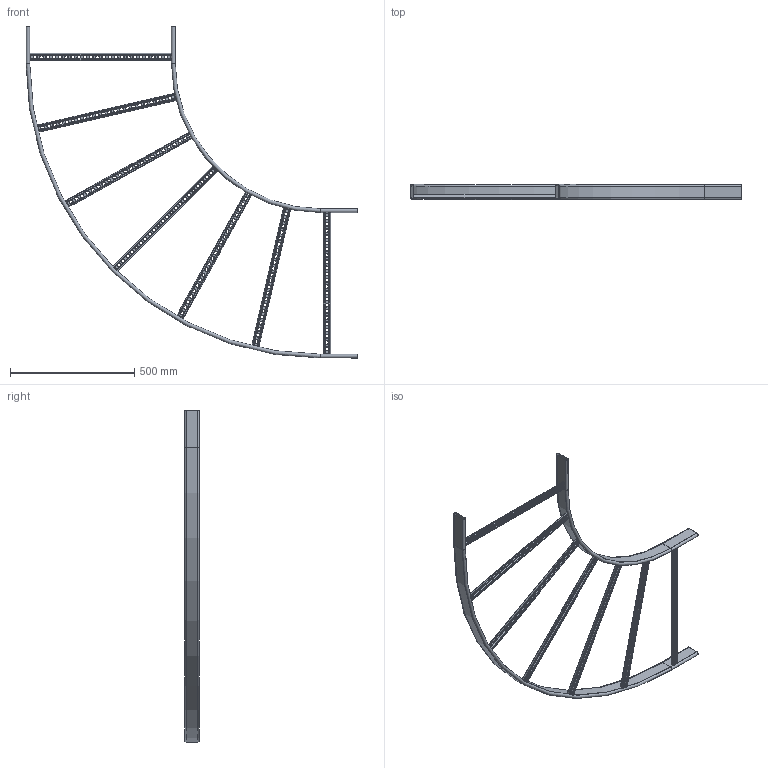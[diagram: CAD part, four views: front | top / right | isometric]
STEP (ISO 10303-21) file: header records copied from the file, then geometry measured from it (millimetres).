
FILE_DESCRIPTION (( 'STEP AP203' ), '1' );
FILE_NAME ('10-04-6386.STEP', '2013-05-02T09:48:12', ( 'asennus' ), ( '' ), 'SwSTEP 2.0', 'SolidWorks 2013', '' );
FILE_SCHEMA (( 'CONFIG_CONTROL_DESIGN' ));
Length unit declared in the file: millimetre
Products named in the file (1): 10-04-6386
Bounding box: 1335 x 60 x 1335 mm (x, y, z)
Volume: 695359.9 mm3; surface area: 1406792 mm2
Topology: 9 solids, 9 shells, 1088 faces, 2842 edges, 1772 vertices
Faces by surface type: plane 636, cylinder 444, torus 8
Entity records: 33755 total; most frequent: DIRECTION 5908, CARTESIAN_POINT 5703, ORIENTED_EDGE 5684, EDGE_CURVE 2842, AXIS2_PLACEMENT_3D 1977, VECTOR 1954, LINE 1954, VERTEX_POINT 1772
